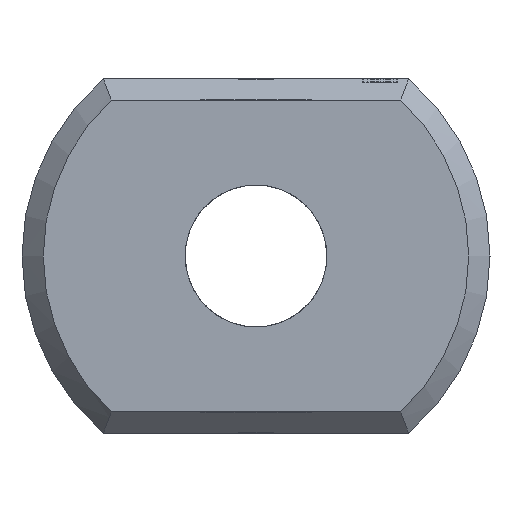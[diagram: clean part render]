
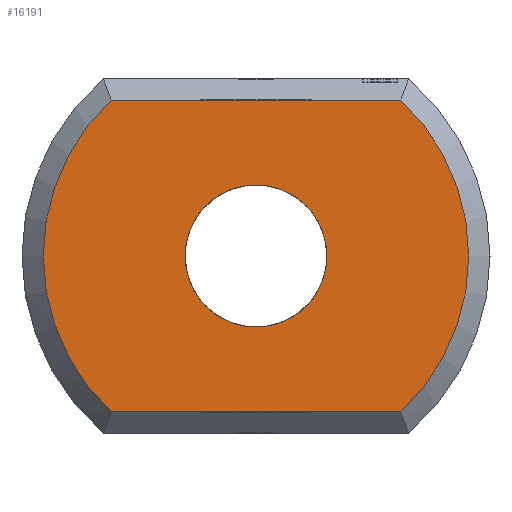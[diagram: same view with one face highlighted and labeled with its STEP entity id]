
A CAD part, left-side view. The second image highlights one B-rep face of the part: STEP entity #16191.
In plain terms, the highlighted planar face has unit normal (-1, 0, 0).
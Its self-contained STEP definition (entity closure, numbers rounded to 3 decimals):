
#3997 = VERTEX_POINT('',#3998);
#3998 = CARTESIAN_POINT('',(0.,-2.04,2.2));
#4007 = VERTEX_POINT('',#4008);
#4008 = CARTESIAN_POINT('',(0.,-2.04,-2.2));
#4015 = EDGE_CURVE('',#3997,#4007,#4016,.T.);
#4016 = CIRCLE('',#4017,3.);
#4017 = AXIS2_PLACEMENT_3D('',#4018,#4019,#4020);
#4018 = CARTESIAN_POINT('',(0.,0.,0.));
#4019 = DIRECTION('',(1.,0.,0.));
#4020 = DIRECTION('',(0.,-0.653,0.758)
  );
#4952 = VERTEX_POINT('',#4953);
#4953 = CARTESIAN_POINT('',(0.,2.04,2.2));
#4960 = EDGE_CURVE('',#3997,#4952,#4961,.T.);
#4961 = LINE('',#4962,#4963);
#4962 = CARTESIAN_POINT('',(0.,-2.154,2.2));
#4963 = VECTOR('',#4964,1.);
#4964 = DIRECTION('',(0.,1.,0.));
#16191 = ADVANCED_FACE('',(#16192,#16211),#16222,.F.);
#16192 = FACE_BOUND('',#16193,.F.);
#16193 = EDGE_LOOP('',(#16194,#16203,#16204,#16205));
#16194 = ORIENTED_EDGE('',*,*,#16195,.T.);
#16195 = EDGE_CURVE('',#16196,#4952,#16198,.T.);
#16196 = VERTEX_POINT('',#16197);
#16197 = CARTESIAN_POINT('',(0.,2.04,-2.2));
#16198 = CIRCLE('',#16199,3.);
#16199 = AXIS2_PLACEMENT_3D('',#16200,#16201,#16202);
#16200 = CARTESIAN_POINT('',(0.,0.,0.));
#16201 = DIRECTION('',(1.,0.,0.));
#16202 = DIRECTION('',(0.,0.653,-0.758)
  );
#16203 = ORIENTED_EDGE('',*,*,#4960,.F.);
#16204 = ORIENTED_EDGE('',*,*,#4015,.T.);
#16205 = ORIENTED_EDGE('',*,*,#16206,.T.);
#16206 = EDGE_CURVE('',#4007,#16196,#16207,.T.);
#16207 = LINE('',#16208,#16209);
#16208 = CARTESIAN_POINT('',(0.,-2.154,-2.2));
#16209 = VECTOR('',#16210,1.);
#16210 = DIRECTION('',(0.,1.,0.));
#16211 = FACE_BOUND('',#16212,.T.);
#16212 = EDGE_LOOP('',(#16213));
#16213 = ORIENTED_EDGE('',*,*,#16214,.T.);
#16214 = EDGE_CURVE('',#16215,#16215,#16217,.T.);
#16215 = VERTEX_POINT('',#16216);
#16216 = CARTESIAN_POINT('',(0.,1.,0.)
  );
#16217 = CIRCLE('',#16218,1.);
#16218 = AXIS2_PLACEMENT_3D('',#16219,#16220,#16221);
#16219 = CARTESIAN_POINT('',(0.,0.,0.));
#16220 = DIRECTION('',(1.,0.,0.));
#16221 = DIRECTION('',(0.,1.,0.));
#16222 = PLANE('',#16223);
#16223 = AXIS2_PLACEMENT_3D('',#16224,#16225,#16226);
#16224 = CARTESIAN_POINT('',(0.,0.,0.));
#16225 = DIRECTION('',(1.,0.,0.));
#16226 = DIRECTION('',(0.,0.,1.));
